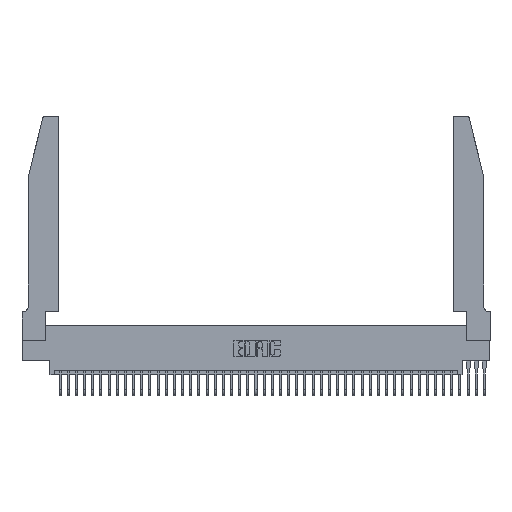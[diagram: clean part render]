
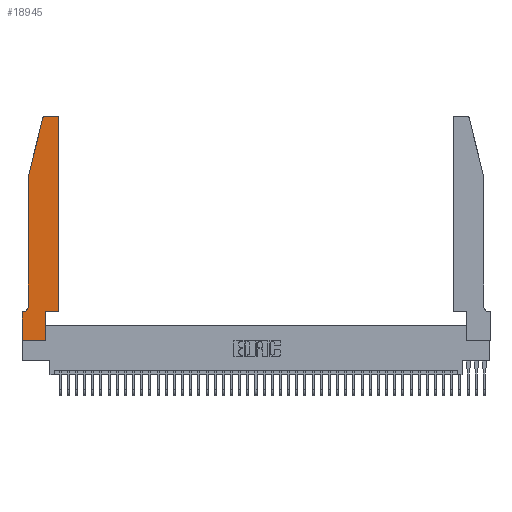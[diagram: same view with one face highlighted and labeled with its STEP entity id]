
A CAD part, top view. The second image highlights one B-rep face of the part: STEP entity #18945.
In plain terms, the highlighted planar face has unit normal (0, 0, 1).
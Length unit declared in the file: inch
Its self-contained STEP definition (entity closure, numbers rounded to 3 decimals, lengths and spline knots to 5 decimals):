
#1178 = CARTESIAN_POINT ( 'NONE',  ( 0.2605, 2.75, 0.37 ) ) ;
#1494 = DIRECTION ( 'NONE',  ( 1., 0., 0. ) ) ;
#1647 = VECTOR ( 'NONE', #5825, 39.37008 ) ;
#1679 = CARTESIAN_POINT ( 'NONE',  ( 0.0055, 0.35, 0.37 ) ) ;
#2659 = CARTESIAN_POINT ( 'NONE',  ( 0.4205, 2.72, 0.37 ) ) ;
#2722 = CARTESIAN_POINT ( 'NONE',  ( 0.2865, 0.35, 0.37 ) ) ;
#3009 = VERTEX_POINT ( 'NONE', #2722 ) ;
#3550 = EDGE_CURVE ( 'NONE', #3009, #7776, #25587, .T. ) ;
#3968 = EDGE_CURVE ( 'NONE', #8278, #39371, #23555, .T. ) ;
#4232 = CARTESIAN_POINT ( 'NONE',  ( 0., 0., 0.37 ) ) ;
#4639 = AXIS2_PLACEMENT_3D ( 'NONE', #8706, #30896, #12005 ) ;
#5573 = VERTEX_POINT ( 'NONE', #21319 ) ;
#5664 = CARTESIAN_POINT ( 'NONE',  ( 0.4505, 0.35, 0.37 ) ) ;
#5712 = VERTEX_POINT ( 'NONE', #40269 ) ;
#5825 = DIRECTION ( 'NONE',  ( 0., 1., 0. ) ) ;
#5978 = DIRECTION ( 'NONE',  ( 1., 0., 0. ) ) ;
#6134 = CARTESIAN_POINT ( 'NONE',  ( 0., 0.35, 0.37 ) ) ;
#6985 = CARTESIAN_POINT ( 'NONE',  ( 0., 0.35, 0.37 ) ) ;
#7088 = VECTOR ( 'NONE', #17465, 39.37008 ) ;
#7518 = VECTOR ( 'NONE', #11901, 39.37008 ) ;
#7709 = VECTOR ( 'NONE', #12182, 39.37008 ) ;
#7776 = VERTEX_POINT ( 'NONE', #5664 ) ;
#8142 = ORIENTED_EDGE ( 'NONE', *, *, #3968, .T. ) ;
#8278 = VERTEX_POINT ( 'NONE', #37656 ) ;
#8410 = AXIS2_PLACEMENT_3D ( 'NONE', #6134, #12715, #34680 ) ;
#8706 = CARTESIAN_POINT ( 'NONE',  ( 0.0055, 0.42, 0.37 ) ) ;
#9427 = LINE ( 'NONE', #1178, #40727 ) ;
#9571 = CARTESIAN_POINT ( 'NONE',  ( 0.0755, 2., 0.37 ) ) ;
#10300 = VECTOR ( 'NONE', #12838, 39.37008 ) ;
#10616 = VECTOR ( 'NONE', #33464, 39.37008 ) ;
#10814 = VECTOR ( 'NONE', #17326, 39.37008 ) ;
#10881 = ORIENTED_EDGE ( 'NONE', *, *, #25795, .T. ) ;
#10922 = ORIENTED_EDGE ( 'NONE', *, *, #16911, .T. ) ;
#11335 = LINE ( 'NONE', #9571, #10300 ) ;
#11337 = FACE_OUTER_BOUND ( 'NONE', #34530, .T. ) ;
#11901 = DIRECTION ( 'NONE',  ( 1., 0., 0. ) ) ;
#12005 = DIRECTION ( 'NONE',  ( -1., 0., 0. ) ) ;
#12182 = DIRECTION ( 'NONE',  ( 0., -1., 0. ) ) ;
#12257 = ORIENTED_EDGE ( 'NONE', *, *, #40732, .T. ) ;
#12471 = VERTEX_POINT ( 'NONE', #19842 ) ;
#12715 = DIRECTION ( 'NONE',  ( 0., 0., 1. ) ) ;
#12838 = DIRECTION ( 'NONE',  ( -0.239, -0.971, 0. ) ) ;
#13887 = CARTESIAN_POINT ( 'NONE',  ( 0.0755, 2., 0.37 ) ) ;
#14149 = ORIENTED_EDGE ( 'NONE', *, *, #26571, .T. ) ;
#15877 = CARTESIAN_POINT ( 'NONE',  ( 0.0755, 2., 0.37 ) ) ;
#16184 = ORIENTED_EDGE ( 'NONE', *, *, #3550, .T. ) ;
#16514 = VERTEX_POINT ( 'NONE', #6985 ) ;
#16911 = EDGE_CURVE ( 'NONE', #7776, #5712, #26341, .T. ) ;
#17326 = DIRECTION ( 'NONE',  ( 1., 0., 0. ) ) ;
#17465 = DIRECTION ( 'NONE',  ( 0., 1., 0. ) ) ;
#17780 = ORIENTED_EDGE ( 'NONE', *, *, #31651, .T. ) ;
#17934 = CARTESIAN_POINT ( 'NONE',  ( 0.0755, 0.35, 0.37 ) ) ;
#18089 = EDGE_CURVE ( 'NONE', #16514, #12471, #33975, .T. ) ;
#18945 = ADVANCED_FACE ( 'NONE', ( #11337 ), #37600, .T. ) ;
#19222 = LINE ( 'NONE', #17934, #10616 ) ;
#19842 = CARTESIAN_POINT ( 'NONE',  ( 0., 0., 0.37 ) ) ;
#20989 = DIRECTION ( 'NONE',  ( 0., 0., 1. ) ) ;
#21319 = CARTESIAN_POINT ( 'NONE',  ( 0.4205, 2.75, 0.37 ) ) ;
#21431 = ORIENTED_EDGE ( 'NONE', *, *, #38832, .T. ) ;
#21632 = LINE ( 'NONE', #13887, #37095 ) ;
#21944 = VERTEX_POINT ( 'NONE', #1679 ) ;
#23555 = CIRCLE ( 'NONE', #33936, 0.03 ) ;
#24536 = CARTESIAN_POINT ( 'NONE',  ( 0.4505, 0.35, 0.37 ) ) ;
#25046 = CARTESIAN_POINT ( 'NONE',  ( 0.4505, 0.35, 0.37 ) ) ;
#25162 = LINE ( 'NONE', #26943, #7088 ) ;
#25211 = DIRECTION ( 'NONE',  ( 0., 0., 1. ) ) ;
#25587 = LINE ( 'NONE', #24536, #7518 ) ;
#25795 = EDGE_CURVE ( 'NONE', #5712, #5573, #26100, .T. ) ;
#26100 = CIRCLE ( 'NONE', #40351, 0.03 ) ;
#26341 = LINE ( 'NONE', #25046, #1647 ) ;
#26496 = ORIENTED_EDGE ( 'NONE', *, *, #28894, .T. ) ;
#26571 = EDGE_CURVE ( 'NONE', #36707, #37341, #21632, .T. ) ;
#26943 = CARTESIAN_POINT ( 'NONE',  ( 0.2865, 0.35, 0.37 ) ) ;
#26961 = DIRECTION ( 'NONE',  ( -1., 0., 0. ) ) ;
#27627 = ORIENTED_EDGE ( 'NONE', *, *, #18089, .T. ) ;
#27702 = LINE ( 'NONE', #4232, #10814 ) ;
#27974 = CARTESIAN_POINT ( 'NONE',  ( 0., 0., 0.37 ) ) ;
#28592 = ORIENTED_EDGE ( 'NONE', *, *, #33301, .T. ) ;
#28894 = EDGE_CURVE ( 'NONE', #5573, #8278, #9427, .T. ) ;
#30896 = DIRECTION ( 'NONE',  ( 0., 0., -1. ) ) ;
#31324 = CARTESIAN_POINT ( 'NONE',  ( 0.0755, 0.42, 0.37 ) ) ;
#31651 = EDGE_CURVE ( 'NONE', #37312, #3009, #25162, .T. ) ;
#32853 = DIRECTION ( 'NONE',  ( 0., -1., 0. ) ) ;
#33301 = EDGE_CURVE ( 'NONE', #37341, #21944, #34760, .T. ) ;
#33464 = DIRECTION ( 'NONE',  ( -1., 0., 0. ) ) ;
#33810 = CARTESIAN_POINT ( 'NONE',  ( 0.25487, 2.72718, 0.37 ) ) ;
#33936 = AXIS2_PLACEMENT_3D ( 'NONE', #39420, #20989, #1494 ) ;
#33975 = LINE ( 'NONE', #27974, #7709 ) ;
#34530 = EDGE_LOOP ( 'NONE', ( #26496, #8142, #21431, #14149, #28592, #12257, #27627, #37596, #17780, #16184, #10922, #10881 ) ) ;
#34680 = DIRECTION ( 'NONE',  ( 1., 0., 0. ) ) ;
#34760 = CIRCLE ( 'NONE', #4639, 0.07 ) ;
#36707 = VERTEX_POINT ( 'NONE', #15877 ) ;
#37095 = VECTOR ( 'NONE', #32853, 39.37008 ) ;
#37209 = CARTESIAN_POINT ( 'NONE',  ( 0.2865, 0., 0.37 ) ) ;
#37312 = VERTEX_POINT ( 'NONE', #37209 ) ;
#37341 = VERTEX_POINT ( 'NONE', #31324 ) ;
#37596 = ORIENTED_EDGE ( 'NONE', *, *, #38198, .T. ) ;
#37600 = PLANE ( 'NONE',  #8410 ) ;
#37656 = CARTESIAN_POINT ( 'NONE',  ( 0.284, 2.75, 0.37 ) ) ;
#38198 = EDGE_CURVE ( 'NONE', #12471, #37312, #27702, .T. ) ;
#38832 = EDGE_CURVE ( 'NONE', #39371, #36707, #11335, .T. ) ;
#39371 = VERTEX_POINT ( 'NONE', #33810 ) ;
#39420 = CARTESIAN_POINT ( 'NONE',  ( 0.284, 2.72, 0.37 ) ) ;
#40269 = CARTESIAN_POINT ( 'NONE',  ( 0.4505, 2.72, 0.37 ) ) ;
#40351 = AXIS2_PLACEMENT_3D ( 'NONE', #2659, #25211, #5978 ) ;
#40727 = VECTOR ( 'NONE', #26961, 39.37008 ) ;
#40732 = EDGE_CURVE ( 'NONE', #21944, #16514, #19222, .T. ) ;
